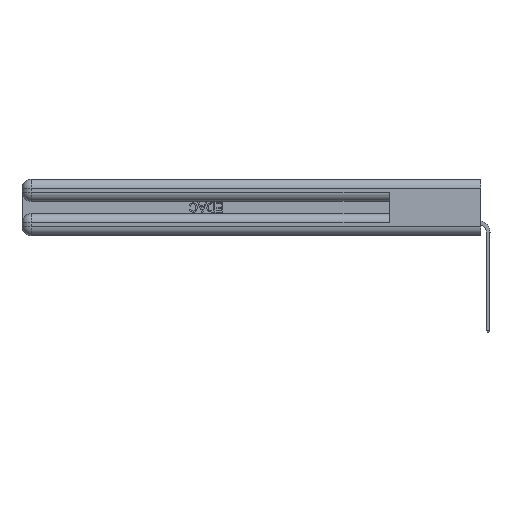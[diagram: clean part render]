
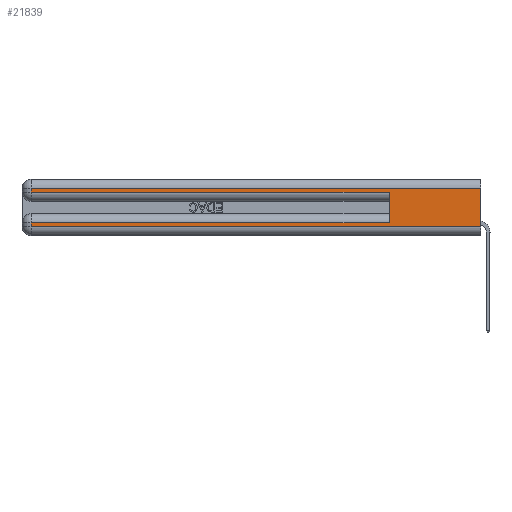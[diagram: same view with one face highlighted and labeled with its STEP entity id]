
A CAD part, left-side view. The second image highlights one B-rep face of the part: STEP entity #21839.
In plain terms, the highlighted planar face has unit normal (-1, 0, 0).
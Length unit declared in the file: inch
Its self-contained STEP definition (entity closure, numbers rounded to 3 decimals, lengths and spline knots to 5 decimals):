
#581 = VERTEX_POINT ( 'NONE', #41179 ) ;
#1332 = EDGE_CURVE ( 'NONE', #38043, #581, #3151, .T. ) ;
#1647 = ORIENTED_EDGE ( 'NONE', *, *, #30960, .T. ) ;
#3151 = LINE ( 'NONE', #46647, #7743 ) ;
#3331 = EDGE_CURVE ( 'NONE', #44916, #13860, #3530, .T. ) ;
#3463 = ORIENTED_EDGE ( 'NONE', *, *, #3331, .T. ) ;
#3530 = LINE ( 'NONE', #33357, #20651 ) ;
#4089 = EDGE_CURVE ( 'NONE', #13860, #29915, #8016, .T. ) ;
#5080 = VECTOR ( 'NONE', #5911, 39.37008 ) ;
#5284 = DIRECTION ( 'NONE',  ( 0., 0., -1. ) ) ;
#5677 = EDGE_CURVE ( 'NONE', #6156, #29915, #34806, .T. ) ;
#5733 = FACE_OUTER_BOUND ( 'NONE', #6080, .T. ) ;
#5911 = DIRECTION ( 'NONE',  ( 0., 0., -1. ) ) ;
#5944 = ORIENTED_EDGE ( 'NONE', *, *, #1332, .F. ) ;
#6069 = DIRECTION ( 'NONE',  ( 0., 0., 1. ) ) ;
#6080 = EDGE_LOOP ( 'NONE', ( #25717, #1647, #11802, #27821, #5944, #14570, #3463, #41392 ) ) ;
#6156 = VERTEX_POINT ( 'NONE', #25467 ) ;
#7743 = VECTOR ( 'NONE', #6069, 39.37008 ) ;
#7969 = DIRECTION ( 'NONE',  ( 0., 0., -1. ) ) ;
#8016 = LINE ( 'NONE', #33250, #9146 ) ;
#9146 = VECTOR ( 'NONE', #26012, 39.37008 ) ;
#11114 = EDGE_CURVE ( 'NONE', #38043, #44916, #21055, .T. ) ;
#11802 = ORIENTED_EDGE ( 'NONE', *, *, #28412, .T. ) ;
#12436 = VECTOR ( 'NONE', #5284, 39.37008 ) ;
#13513 = DIRECTION ( 'NONE',  ( 0., 0., -1. ) ) ;
#13860 = VERTEX_POINT ( 'NONE', #34493 ) ;
#14570 = ORIENTED_EDGE ( 'NONE', *, *, #11114, .T. ) ;
#15885 = LINE ( 'NONE', #34675, #5080 ) ;
#17336 = PLANE ( 'NONE',  #47366 ) ;
#17412 = LINE ( 'NONE', #40937, #33411 ) ;
#17414 = DIRECTION ( 'NONE',  ( 0., -1., 0. ) ) ;
#20533 = CARTESIAN_POINT ( 'NONE',  ( 0., 0., 0.06 ) ) ;
#20651 = VECTOR ( 'NONE', #7969, 39.37008 ) ;
#20679 = CARTESIAN_POINT ( 'NONE',  ( 0., 2.94, 0.285 ) ) ;
#21051 = CARTESIAN_POINT ( 'NONE',  ( 0., 2.94, 0.31 ) ) ;
#21055 = LINE ( 'NONE', #30125, #29019 ) ;
#21164 = CARTESIAN_POINT ( 'NONE',  ( 0., 0., 0.37 ) ) ;
#21270 = VERTEX_POINT ( 'NONE', #21051 ) ;
#21839 = ADVANCED_FACE ( 'NONE', ( #5733 ), #17336, .F. ) ;
#22394 = CARTESIAN_POINT ( 'NONE',  ( 0., 2.94, 0.085 ) ) ;
#23649 = VECTOR ( 'NONE', #17414, 39.37008 ) ;
#25467 = CARTESIAN_POINT ( 'NONE',  ( 0., 0., 0.31 ) ) ;
#25717 = ORIENTED_EDGE ( 'NONE', *, *, #5677, .F. ) ;
#26006 = DIRECTION ( 'NONE',  ( 0., 1., 0. ) ) ;
#26012 = DIRECTION ( 'NONE',  ( 0., -1., 0. ) ) ;
#27821 = ORIENTED_EDGE ( 'NONE', *, *, #37770, .T. ) ;
#28412 = EDGE_CURVE ( 'NONE', #21270, #29208, #15885, .T. ) ;
#29019 = VECTOR ( 'NONE', #29751, 39.37008 ) ;
#29208 = VERTEX_POINT ( 'NONE', #20679 ) ;
#29751 = DIRECTION ( 'NONE',  ( 0., 1., 0. ) ) ;
#29915 = VERTEX_POINT ( 'NONE', #20533 ) ;
#30125 = CARTESIAN_POINT ( 'NONE',  ( 0., 0., 0.085 ) ) ;
#30960 = EDGE_CURVE ( 'NONE', #6156, #21270, #17412, .T. ) ;
#33250 = CARTESIAN_POINT ( 'NONE',  ( 0., 0., 0.06 ) ) ;
#33357 = CARTESIAN_POINT ( 'NONE',  ( 0., 2.94, 0.37 ) ) ;
#33411 = VECTOR ( 'NONE', #26006, 39.37008 ) ;
#34493 = CARTESIAN_POINT ( 'NONE',  ( 0., 2.94, 0.06 ) ) ;
#34675 = CARTESIAN_POINT ( 'NONE',  ( 0., 2.94, 0.37 ) ) ;
#34806 = LINE ( 'NONE', #46180, #12436 ) ;
#36873 = CARTESIAN_POINT ( 'NONE',  ( 0., 0.6, 0.085 ) ) ;
#37770 = EDGE_CURVE ( 'NONE', #29208, #581, #42517, .T. ) ;
#38043 = VERTEX_POINT ( 'NONE', #36873 ) ;
#39143 = CARTESIAN_POINT ( 'NONE',  ( 0., 0., 0.285 ) ) ;
#40937 = CARTESIAN_POINT ( 'NONE',  ( 0., 0., 0.31 ) ) ;
#41179 = CARTESIAN_POINT ( 'NONE',  ( 0., 0.6, 0.285 ) ) ;
#41392 = ORIENTED_EDGE ( 'NONE', *, *, #4089, .T. ) ;
#42517 = LINE ( 'NONE', #39143, #23649 ) ;
#42920 = DIRECTION ( 'NONE',  ( 1., 0., 0. ) ) ;
#44916 = VERTEX_POINT ( 'NONE', #22394 ) ;
#46180 = CARTESIAN_POINT ( 'NONE',  ( 0., 0., 0.37 ) ) ;
#46647 = CARTESIAN_POINT ( 'NONE',  ( 0., 0.6, 0.145 ) ) ;
#47366 = AXIS2_PLACEMENT_3D ( 'NONE', #21164, #42920, #13513 ) ;
